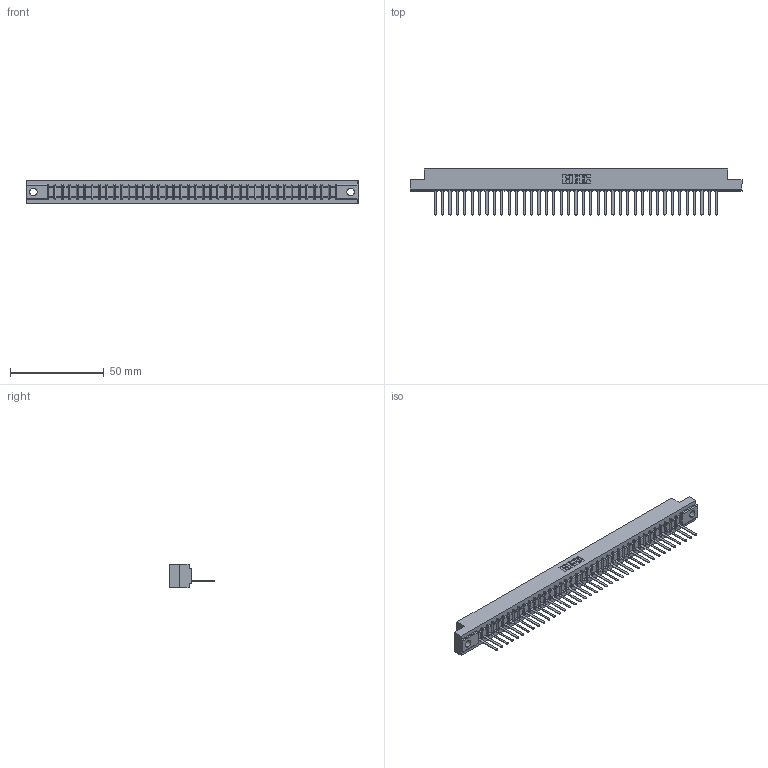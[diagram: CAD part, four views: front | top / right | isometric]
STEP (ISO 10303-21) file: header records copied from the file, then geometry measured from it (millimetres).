
FILE_DESCRIPTION (( 'STEP AP203' ), '1' );
FILE_NAME ('357-039-441-102.STEP', '2020-10-03T04:12:57', ( '' ), ( '' ), 'SwSTEP 2.0', 'SolidWorks 2020', '' );
FILE_SCHEMA (( 'CONFIG_CONTROL_DESIGN' ));
Length unit declared in the file: inch
Products named in the file (3): 307 Part_.128 Dia Mounting Holes; 307-290-002_541; 357-039-441-102
Assembly tree (40 placements, depth 2):
  357-039-441-102
    307 Part_.128 Dia Mounting Holes
    307-290-002_541  x39
Bounding box: 177.55 x 24.59 x 12.7 mm (x, y, z)
Volume: 18999.5 mm3; surface area: 24335.1 mm2
Topology: 40 solids, 40 shells, 3044 faces, 9371 edges, 6138 vertices
Faces by surface type: plane 1825, cylinder 1139, sphere 80
Entity records: 34524 total; most frequent: CARTESIAN_POINT 5824, ORIENTED_EDGE 5814, DIRECTION 5659, EDGE_CURVE 2907, VECTOR 2225, LINE 2225, VERTEX_POINT 1882, AXIS2_PLACEMENT_3D 1717
